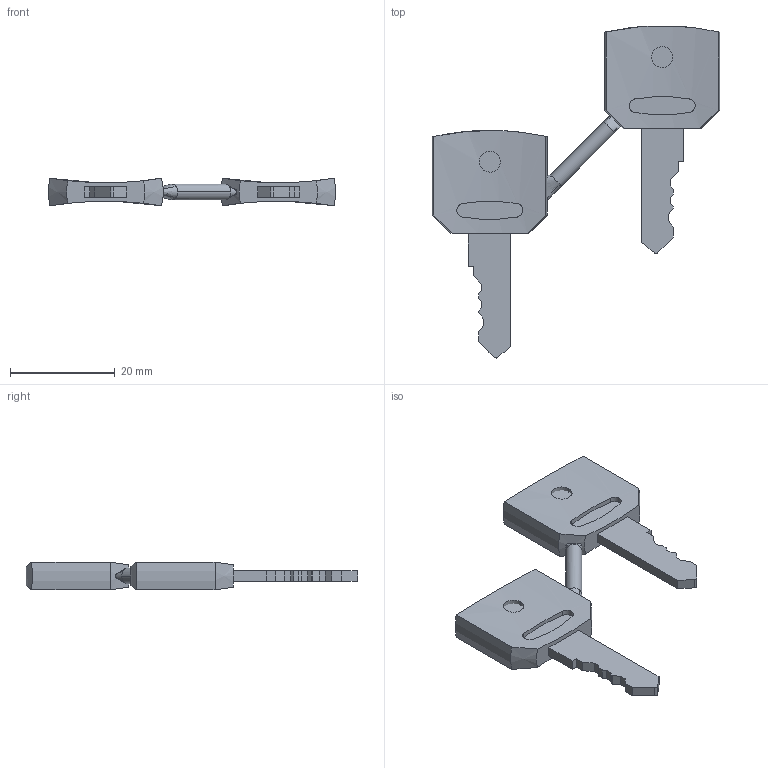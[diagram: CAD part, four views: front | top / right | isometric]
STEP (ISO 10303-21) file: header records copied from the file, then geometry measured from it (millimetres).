
FILE_DESCRIPTION((''),'2;1');
FILE_NAME('ZBG455-3D_ASM','2020-12-29T15:01:41',('SESA231899'),('Schneider-Electric'),'CREO PARAMETRIC BY PTC INC, 2019164','CREO PARAMETRIC BY PTC INC, 2019164','');
FILE_SCHEMA(('AP242_MANAGED_MODEL_BASED_3D_ENGINEERING_MIM_LF { 1 0 10303 442 1 1 4 }'));
Length unit declared in the file: millimetre
Products named in the file (7): ZBG455-3D_CLE_455_CORPS; ZBG455-3D_CLE_SURMOULAGE; ZBG455-3D_CLE_455_SEULE_AF0_ASM; ZBG455-3D_CLE_455_SEULE_AF1_ASM; ZBG455-3D_CLE_CORDON_AF0; ZBG455-3D_CLE_455_ENSEMBLE_ASM; ZBG455-3D_ASM
Assembly tree (8 placements, depth 4):
  ZBG455-3D_ASM
    ZBG455-3D_CLE_455_ENSEMBLE_ASM
      ZBG455-3D_CLE_455_SEULE_AF0_ASM
        ZBG455-3D_CLE_455_CORPS
        ZBG455-3D_CLE_SURMOULAGE
      ZBG455-3D_CLE_455_SEULE_AF1_ASM
        ZBG455-3D_CLE_455_CORPS
        ZBG455-3D_CLE_SURMOULAGE
      ZBG455-3D_CLE_CORDON_AF0
Bounding box: 54.93 x 63.5 x 5.28 mm (x, y, z)
Volume: 3908.9 mm3; surface area: 6026.7 mm2
Topology: 5 solids, 5 shells, 166 faces, 488 edges, 364 vertices
Faces by surface type: plane 79, cylinder 70, bspline 12, cone 4, extrusion 1
Entity records: 6011 total; most frequent: CARTESIAN_POINT 1547, DIRECTION 512, ORIENTED_EDGE 496, PROPERTY_DEFINITION 313, REPRESENTATION 310, PROPERTY_DEFINITION_REPRESENTATION 310, GENERAL_PROPERTY 272, GENERAL_PROPERTY_ASSOCIATION 272
